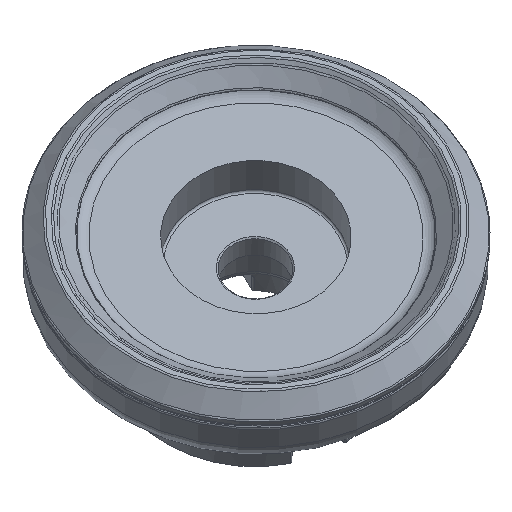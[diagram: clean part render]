
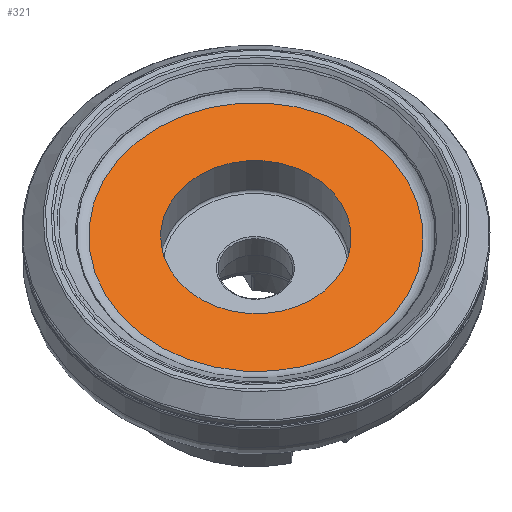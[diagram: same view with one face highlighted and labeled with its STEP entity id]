
A CAD part, top view. The second image highlights one B-rep face of the part: STEP entity #321.
In plain terms, the highlighted planar face has unit normal (0.011, 0.594, 0.804).
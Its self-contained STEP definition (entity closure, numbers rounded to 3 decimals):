
#264=PLANE('',#1675);
#321=ADVANCED_FACE('',(#551,#552),#264,.T.);
#551=FACE_BOUND('',#648,.T.);
#552=FACE_BOUND('',#649,.T.);
#648=EDGE_LOOP('',(#808));
#649=EDGE_LOOP('',(#809));
#808=ORIENTED_EDGE('',*,*,#1215,.F.);
#809=ORIENTED_EDGE('',*,*,#1216,.T.);
#1098=VERTEX_POINT('',#2534);
#1099=VERTEX_POINT('',#2536);
#1215=EDGE_CURVE('',#1098,#1098,#1353,.T.);
#1216=EDGE_CURVE('',#1099,#1099,#1354,.T.);
#1353=CIRCLE('',#1673,28.05);
#1354=CIRCLE('',#1674,49.229);
#1673=AXIS2_PLACEMENT_3D('',#2533,#1962,#1963);
#1674=AXIS2_PLACEMENT_3D('',#2535,#1964,#1965);
#1675=AXIS2_PLACEMENT_3D('',#2537,#1966,#1967);
#1962=DIRECTION('',(0.011,0.594,0.804));
#1963=DIRECTION('',(-0.901,-0.344,0.266));
#1964=DIRECTION('',(0.011,0.594,0.804));
#1965=DIRECTION('',(-0.901,-0.344,0.266));
#1966=DIRECTION('',(0.011,0.594,0.804));
#1967=DIRECTION('',(-0.901,-0.344,0.266));
#2533=CARTESIAN_POINT('',(0.59,32.347,43.796));
#2534=CARTESIAN_POINT('',(-24.673,22.707,51.257));
#2535=CARTESIAN_POINT('',(0.59,32.347,43.796));
#2536=CARTESIAN_POINT('',(-43.747,15.428,56.89));
#2537=CARTESIAN_POINT('',(-45.612,14.716,57.441));
